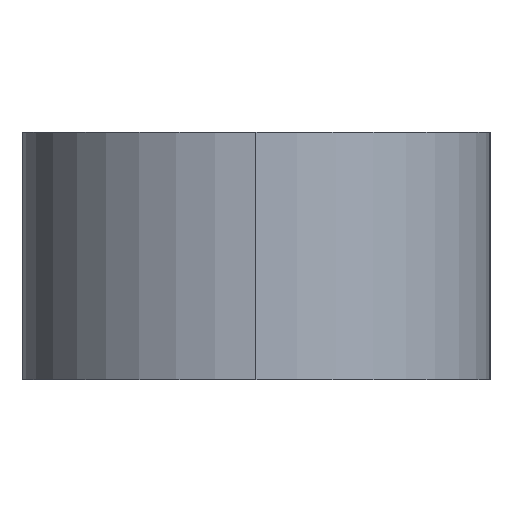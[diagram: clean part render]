
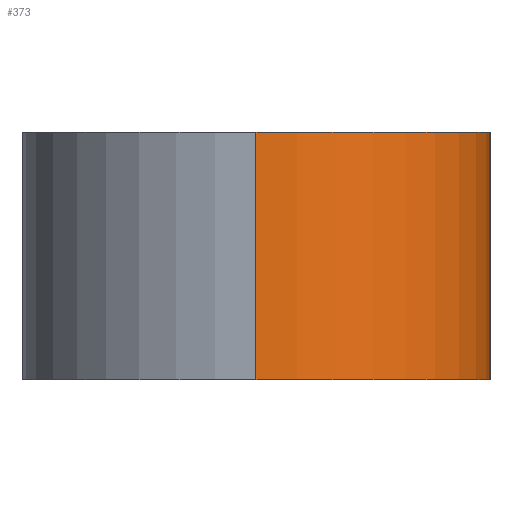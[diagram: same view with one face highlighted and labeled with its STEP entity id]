
A CAD part, left-side view. The second image highlights one B-rep face of the part: STEP entity #373.
In plain terms, the highlighted cylindrical face has radius 37.846 mm (diameter 75.692 mm), a partial arc.
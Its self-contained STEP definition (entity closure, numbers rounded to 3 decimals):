
#5 = FACE_OUTER_BOUND ( 'NONE', #82, .T. ) ;
#13 = DIRECTION ( 'NONE',  ( 0., 0., -1. ) ) ;
#16 = CARTESIAN_POINT ( 'NONE',  ( 0., 0., 40. ) ) ;
#17 = DIRECTION ( 'NONE',  ( -1., 0., 0. ) ) ;
#44 = VERTEX_POINT ( 'NONE', #389 ) ;
#46 = EDGE_CURVE ( 'NONE', #249, #293, #328, .T. ) ;
#63 = VECTOR ( 'NONE', #188, 1000. ) ;
#70 = EDGE_CURVE ( 'NONE', #44, #235, #84, .T. ) ;
#82 = EDGE_LOOP ( 'NONE', ( #353, #189, #191, #178 ) ) ;
#84 = CIRCLE ( 'NONE', #380, 37.846 ) ;
#113 = CARTESIAN_POINT ( 'NONE',  ( 0., 0., 0. ) ) ;
#145 = CARTESIAN_POINT ( 'NONE',  ( 0., 0., 40. ) ) ;
#149 = EDGE_CURVE ( 'NONE', #249, #44, #297, .T. ) ;
#178 = ORIENTED_EDGE ( 'NONE', *, *, #242, .F. ) ;
#179 = DIRECTION ( 'NONE',  ( 1., 0., 0. ) ) ;
#188 = DIRECTION ( 'NONE',  ( 0., 0., -1. ) ) ;
#189 = ORIENTED_EDGE ( 'NONE', *, *, #149, .T. ) ;
#191 = ORIENTED_EDGE ( 'NONE', *, *, #70, .T. ) ;
#216 = CARTESIAN_POINT ( 'NONE',  ( 0., -37.846, 0. ) ) ;
#217 = DIRECTION ( 'NONE',  ( 0., 0., -1. ) ) ;
#220 = CARTESIAN_POINT ( 'NONE',  ( 0., -37.846, 40. ) ) ;
#223 = AXIS2_PLACEMENT_3D ( 'NONE', #16, #13, #17 ) ;
#235 = VERTEX_POINT ( 'NONE', #216 ) ;
#238 = CYLINDRICAL_SURFACE ( 'NONE', #223, 37.846 ) ;
#240 = VECTOR ( 'NONE', #217, 1000. ) ;
#242 = EDGE_CURVE ( 'NONE', #293, #235, #322, .T. ) ;
#247 = CARTESIAN_POINT ( 'NONE',  ( -37.846, 0., 40. ) ) ;
#249 = VERTEX_POINT ( 'NONE', #310 ) ;
#271 = AXIS2_PLACEMENT_3D ( 'NONE', #145, #361, #277 ) ;
#277 = DIRECTION ( 'NONE',  ( 1., 0., 0. ) ) ;
#293 = VERTEX_POINT ( 'NONE', #220 ) ;
#297 = LINE ( 'NONE', #247, #63 ) ;
#310 = CARTESIAN_POINT ( 'NONE',  ( -37.846, 0., 40. ) ) ;
#322 = LINE ( 'NONE', #331, #240 ) ;
#328 = CIRCLE ( 'NONE', #271, 37.846 ) ;
#331 = CARTESIAN_POINT ( 'NONE',  ( 0., -37.846, 40. ) ) ;
#353 = ORIENTED_EDGE ( 'NONE', *, *, #46, .F. ) ;
#355 = DIRECTION ( 'NONE',  ( 0., 0., 1. ) ) ;
#361 = DIRECTION ( 'NONE',  ( 0., 0., 1. ) ) ;
#373 = ADVANCED_FACE ( 'NONE', ( #5 ), #238, .T. ) ;
#380 = AXIS2_PLACEMENT_3D ( 'NONE', #113, #355, #179 ) ;
#389 = CARTESIAN_POINT ( 'NONE',  ( -37.846, 0., 0. ) ) ;
